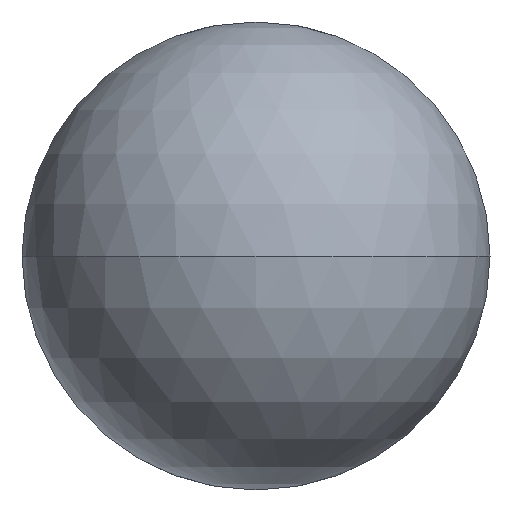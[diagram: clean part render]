
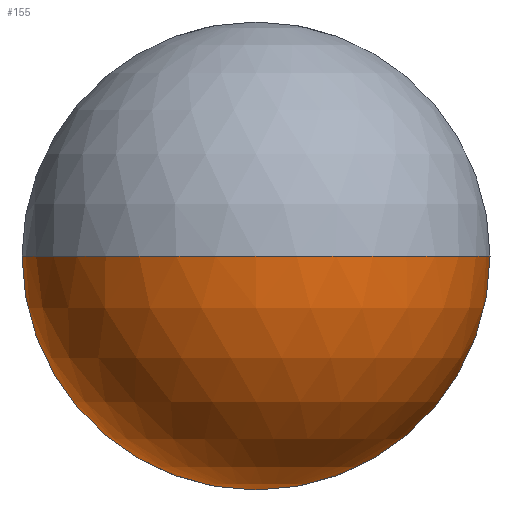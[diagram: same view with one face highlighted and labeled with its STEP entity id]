
A CAD part, front view. The second image highlights one B-rep face of the part: STEP entity #155.
In plain terms, the highlighted spherical face has radius 9.525 mm.
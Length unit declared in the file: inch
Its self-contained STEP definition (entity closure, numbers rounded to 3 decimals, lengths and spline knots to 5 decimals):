
#6 = AXIS2_PLACEMENT_3D ( 'NONE', #207, #83, #93 ) ;
#15 = CIRCLE ( 'NONE', #362, 0.375 ) ;
#40 = CARTESIAN_POINT ( 'NONE',  ( 0., 0.375, -0.375 ) ) ;
#52 = CARTESIAN_POINT ( 'NONE',  ( 0., 0.375, 0. ) ) ;
#63 = EDGE_CURVE ( 'NONE', #217, #388, #15, .T. ) ;
#69 = DIRECTION ( 'NONE',  ( 1., 0., 0. ) ) ;
#70 = EDGE_LOOP ( 'NONE', ( #229, #288, #134, #272 ) ) ;
#77 = VERTEX_POINT ( 'NONE', #40 ) ;
#79 = CIRCLE ( 'NONE', #95, 0.375 ) ;
#83 = DIRECTION ( 'NONE',  ( 0., -1., 0. ) ) ;
#84 = EDGE_CURVE ( 'NONE', #77, #217, #183, .T. ) ;
#93 = DIRECTION ( 'NONE',  ( 0., 0., -1. ) ) ;
#95 = AXIS2_PLACEMENT_3D ( 'NONE', #500, #143, #69 ) ;
#96 = CARTESIAN_POINT ( 'NONE',  ( 0., 0., 0. ) ) ;
#100 = DIRECTION ( 'NONE',  ( 0., 0., -1. ) ) ;
#134 = ORIENTED_EDGE ( 'NONE', *, *, #63, .T. ) ;
#143 = DIRECTION ( 'NONE',  ( 0., 0., 1. ) ) ;
#152 = CARTESIAN_POINT ( 'NONE',  ( 0.375, 0.375, 0. ) ) ;
#155 = ADVANCED_FACE ( 'NONE', ( #315 ), #487, .T. ) ;
#183 = CIRCLE ( 'NONE', #6, 0.375 ) ;
#185 = DIRECTION ( 'NONE',  ( -1., 0., 0. ) ) ;
#207 = CARTESIAN_POINT ( 'NONE',  ( 0., 0.375, 0. ) ) ;
#217 = VERTEX_POINT ( 'NONE', #152 ) ;
#228 = CIRCLE ( 'NONE', #262, 0.375 ) ;
#229 = ORIENTED_EDGE ( 'NONE', *, *, #390, .T. ) ;
#235 = VERTEX_POINT ( 'NONE', #273 ) ;
#245 = CARTESIAN_POINT ( 'NONE',  ( 0., 0.375, 0. ) ) ;
#255 = DIRECTION ( 'NONE',  ( 0., 0., -1. ) ) ;
#262 = AXIS2_PLACEMENT_3D ( 'NONE', #245, #414, #100 ) ;
#267 = AXIS2_PLACEMENT_3D ( 'NONE', #281, #255, #185 ) ;
#272 = ORIENTED_EDGE ( 'NONE', *, *, #498, .F. ) ;
#273 = CARTESIAN_POINT ( 'NONE',  ( -0.375, 0.375, 0. ) ) ;
#281 = CARTESIAN_POINT ( 'NONE',  ( 0., 0.375, 0. ) ) ;
#288 = ORIENTED_EDGE ( 'NONE', *, *, #84, .T. ) ;
#291 = DIRECTION ( 'NONE',  ( 0., 0., -1. ) ) ;
#315 = FACE_OUTER_BOUND ( 'NONE', #70, .T. ) ;
#362 = AXIS2_PLACEMENT_3D ( 'NONE', #52, #291, #494 ) ;
#388 = VERTEX_POINT ( 'NONE', #96 ) ;
#390 = EDGE_CURVE ( 'NONE', #235, #77, #228, .T. ) ;
#414 = DIRECTION ( 'NONE',  ( 0., -1., 0. ) ) ;
#487 = SPHERICAL_SURFACE ( 'NONE', #267, 0.375 ) ;
#494 = DIRECTION ( 'NONE',  ( -1., 0., 0. ) ) ;
#498 = EDGE_CURVE ( 'NONE', #235, #388, #79, .T. ) ;
#500 = CARTESIAN_POINT ( 'NONE',  ( 0., 0.375, 0. ) ) ;
